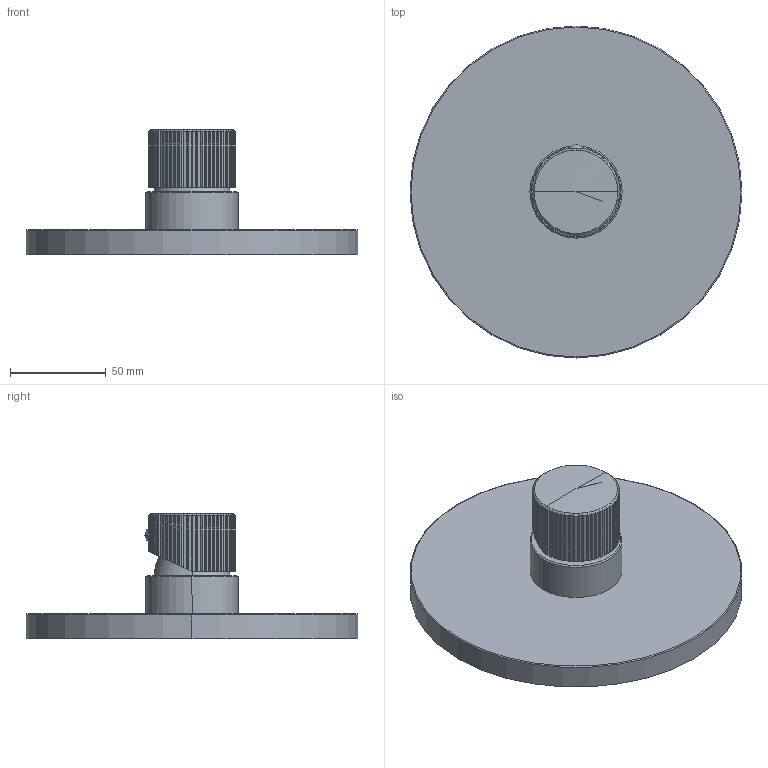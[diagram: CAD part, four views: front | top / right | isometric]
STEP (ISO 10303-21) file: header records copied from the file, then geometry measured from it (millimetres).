
FILE_DESCRIPTION((''),'2;1');
FILE_NAME('JOBOX010CR','2021-02-02T15:11:29',('ut3'),('PAFFONI SpA'),'CREO PARAMETRIC BY PTC INC, 2020044','CREO PARAMETRIC BY PTC INC, 2020044','');
FILE_SCHEMA(('CONFIG_CONTROL_DESIGN','SHAPE_APPEARANCE_LAYERS_GROUPS'));
Length unit declared in the file: millimetre
Products named in the file (1): JOBOX010CR
Bounding box: 173 x 173 x 65.5 mm (x, y, z)
Volume: 369196.2 mm3; surface area: 69289.5 mm2
Topology: 1 solids, 1 shells, 263 faces, 748 edges, 486 vertices
Faces by surface type: plane 148, cylinder 92, cone 15, bspline 4, torus 2, sphere 2
Entity records: 11344 total; most frequent: CARTESIAN_POINT 2856, ORIENTED_EDGE 1488, DIRECTION 1230, EDGE_CURVE 744, VERTEX_POINT 486, AXIS2_PLACEMENT_3D 423, VECTOR 384, LINE 384
